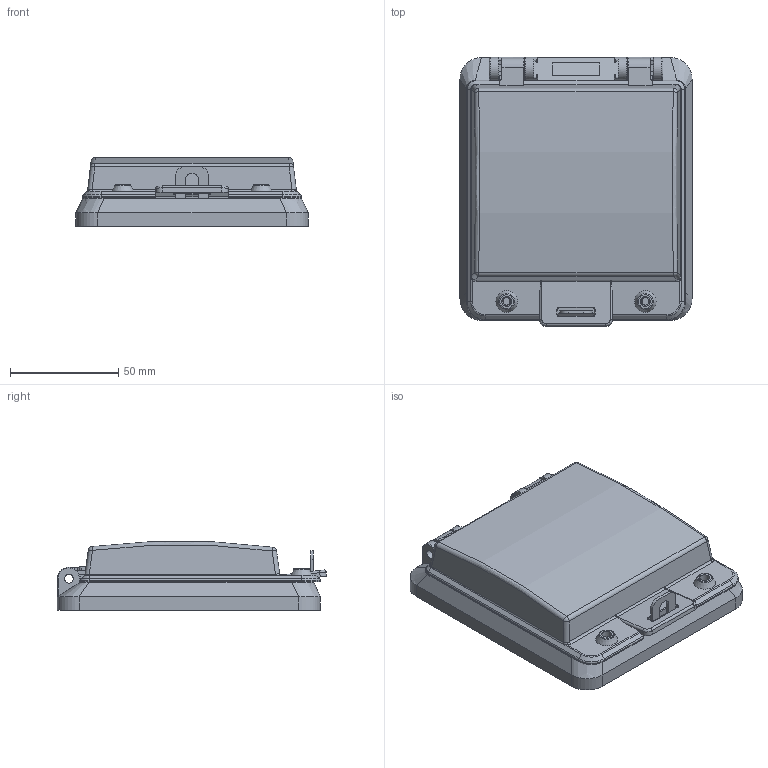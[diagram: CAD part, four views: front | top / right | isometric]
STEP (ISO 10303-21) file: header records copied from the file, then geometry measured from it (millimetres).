
FILE_DESCRIPTION(/* description */ (''),/* implementation_level */ '2;1');
FILE_NAME(/* name */ '05.stp',/* time_stamp */ '2023-08-07T17:30:29+08:00',/* author */ (''),/* organization */ (''),/* preprocessor_version */ 'ST-DEVELOPER v16.7',/* originating_system */ 'SIEMENS PLM Software NX 12.0',/* authorisation */ '');
FILE_SCHEMA (('AP203_CONFIGURATION_CONTROLLED_3D_DESIGN_OF_MECHANICAL_PARTS_AND_ASSEMBLIES_MIM_LF { 1 0 10303 403 2 1 2}'));
Length unit declared in the file: millimetre
Products named in the file (1): 192B8660Ezyvi
Bounding box: 107.2 x 124.28 x 31.84 mm (x, y, z)
Volume: 79047.3 mm3; surface area: 70838.2 mm2
Topology: 2 solids, 2 shells, 753 faces, 1946 edges, 1249 vertices
Faces by surface type: plane 481, cylinder 178, bspline 40, cone 22, torus 22, sphere 10
Full cylindrical faces by diameter (mm): 1.5 x4, 3.2 x5, 3.5 x2, 4.05 x4, 4.5 x2, 6.5 x2
Entity records: 23427 total; most frequent: CARTESIAN_POINT 5000, ORIENTED_EDGE 3816, DIRECTION 3712, EDGE_CURVE 1908, LINE 1376, VECTOR 1376, VERTEX_POINT 1236, AXIS2_PLACEMENT_3D 1168
